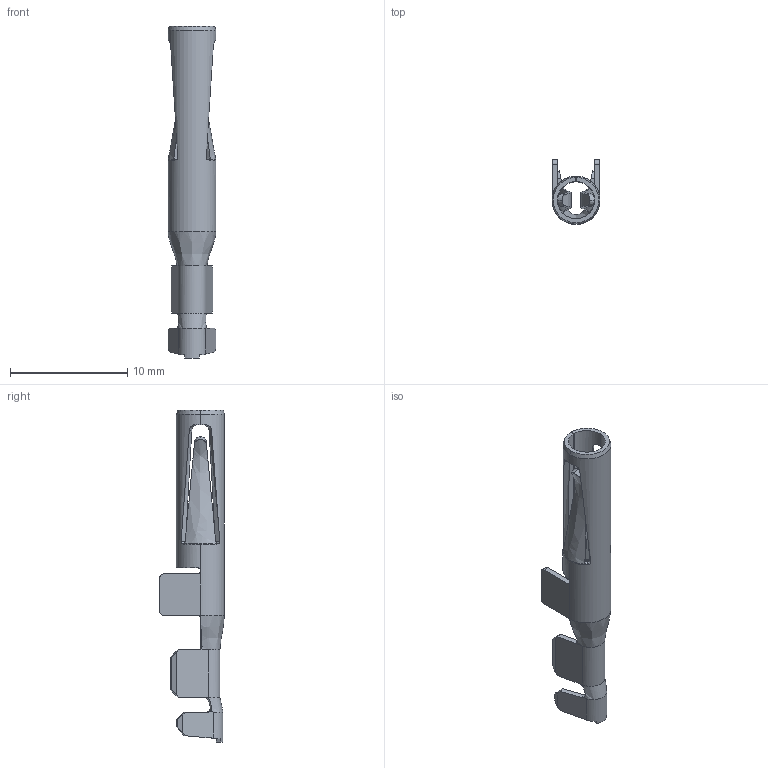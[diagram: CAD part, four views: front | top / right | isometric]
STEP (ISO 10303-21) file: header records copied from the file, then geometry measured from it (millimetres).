
FILE_DESCRIPTION (( 'STEP AP203' ), '1' );
FILE_NAME ('09428.STEP', '2015-02-05T14:31:09', ( '' ), ( '' ), 'SwSTEP 2.0', 'SolidWorks 2014', '' );
FILE_SCHEMA (( 'CONFIG_CONTROL_DESIGN' ));
Length unit declared in the file: inch
Products named in the file (1): 09428
Bounding box: 4.09 x 5.52 x 28.32 mm (x, y, z)
Volume: 112.5 mm3; surface area: 588.7 mm2
Topology: 1 solids, 1 shells, 186 faces, 522 edges, 336 vertices
Faces by surface type: plane 104, bspline 49, cylinder 24, cone 9
Entity records: 8312 total; most frequent: CARTESIAN_POINT 3918, ORIENTED_EDGE 1044, DIRECTION 686, EDGE_CURVE 522, VERTEX_POINT 336, VECTOR 284, LINE 284, AXIS2_PLACEMENT_3D 201
